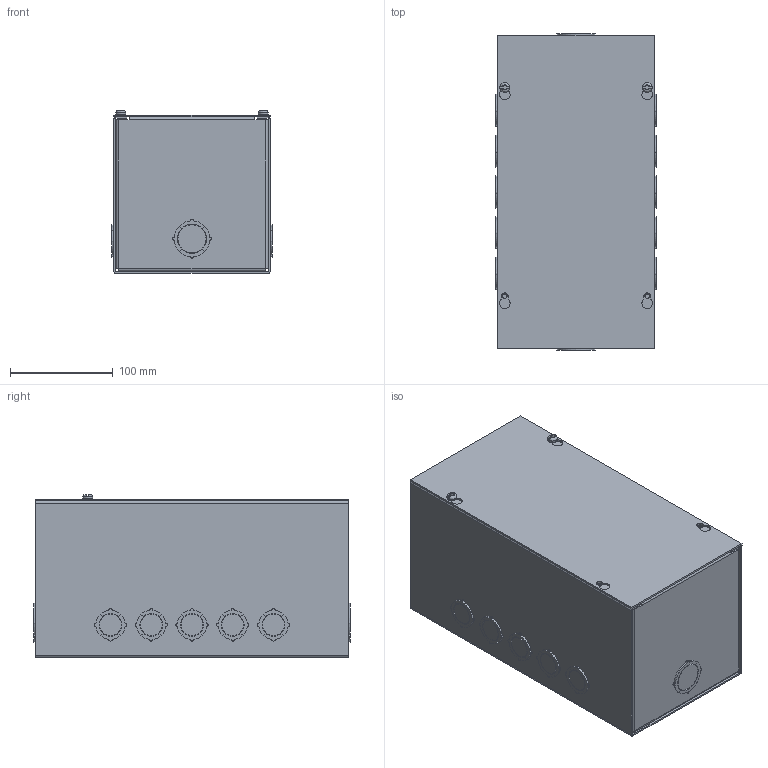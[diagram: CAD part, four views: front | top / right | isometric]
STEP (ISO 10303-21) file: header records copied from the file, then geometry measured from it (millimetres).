
FILE_DESCRIPTION (( 'STEP AP214' ), '1' );
FILE_NAME ('CGT1266.STEP', '2021-09-09T16:32:23', ( '' ), ( '' ), 'SwSTEP 2.0', 'SolidWorks 2021', '' );
FILE_SCHEMA (( 'AUTOMOTIVE_DESIGN' ));
Length unit declared in the file: inch
Products named in the file (1): CGT1266
Bounding box: 156.06 x 308.46 x 158.67 mm (x, y, z)
Volume: 411440.2 mm3; surface area: 511621.9 mm2
Topology: 6 solids, 6 shells, 778 faces, 2164 edges, 1422 vertices
Faces by surface type: plane 408, cylinder 356, bspline 8, cone 6
Full cylindrical faces by diameter (mm): 4.318 x6, 4.826 x2, 7.214 x2, 7.925 x4, 9.525 x2, 12.497 x2, 12.7 x2
Entity records: 26503 total; most frequent: CARTESIAN_POINT 5919, DIRECTION 4374, ORIENTED_EDGE 4248, EDGE_CURVE 2124, AXIS2_PLACEMENT_3D 1497, VERTEX_POINT 1416, VECTOR 1380, LINE 1380
